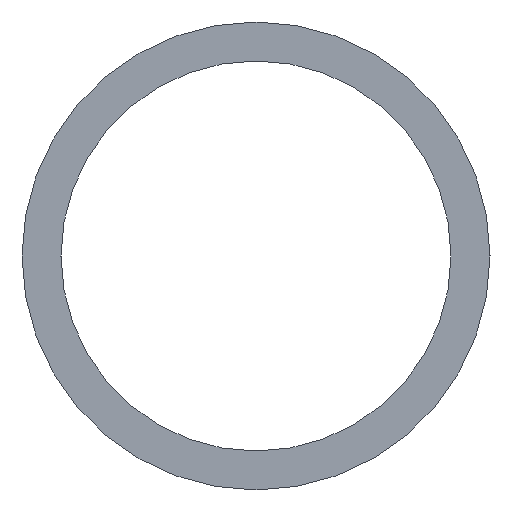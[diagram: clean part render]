
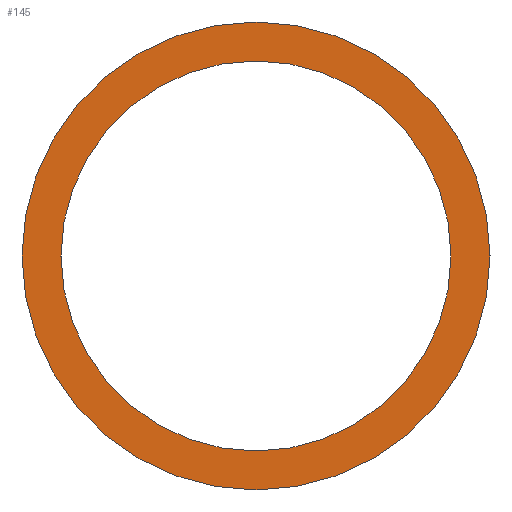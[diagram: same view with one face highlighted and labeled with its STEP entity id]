
A CAD part, left-side view. The second image highlights one B-rep face of the part: STEP entity #145.
In plain terms, the highlighted planar face has unit normal (-1, 0, 0).
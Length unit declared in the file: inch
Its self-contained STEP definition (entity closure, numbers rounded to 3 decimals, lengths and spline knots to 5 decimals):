
#5 = ORIENTED_EDGE ( 'NONE', *, *, #188, .T. ) ;
#8 = AXIS2_PLACEMENT_3D ( 'NONE', #127, #126, #73 ) ;
#10 = CARTESIAN_POINT ( 'NONE',  ( -18., 0., -0.375 ) ) ;
#13 = PLANE ( 'NONE',  #91 ) ;
#23 = DIRECTION ( 'NONE',  ( 0., 0., -1. ) ) ;
#28 = FACE_BOUND ( 'NONE', #113, .T. ) ;
#29 = DIRECTION ( 'NONE',  ( 1., 0., 0. ) ) ;
#32 = CARTESIAN_POINT ( 'NONE',  ( -18., 0., -0.3125 ) ) ;
#50 = DIRECTION ( 'NONE',  ( 0., 0., -1. ) ) ;
#52 = CARTESIAN_POINT ( 'NONE',  ( -18., 0., 0.375 ) ) ;
#53 = AXIS2_PLACEMENT_3D ( 'NONE', #206, #69, #50 ) ;
#56 = EDGE_CURVE ( 'NONE', #102, #178, #184, .T. ) ;
#63 = VERTEX_POINT ( 'NONE', #177 ) ;
#69 = DIRECTION ( 'NONE',  ( 1., 0., 0. ) ) ;
#73 = DIRECTION ( 'NONE',  ( 0., 0., -1. ) ) ;
#77 = ORIENTED_EDGE ( 'NONE', *, *, #56, .F. ) ;
#86 = AXIS2_PLACEMENT_3D ( 'NONE', #181, #239, #23 ) ;
#89 = DIRECTION ( 'NONE',  ( 0., 0., -1. ) ) ;
#91 = AXIS2_PLACEMENT_3D ( 'NONE', #152, #29, #89 ) ;
#94 = DIRECTION ( 'NONE',  ( 1., 0., 0. ) ) ;
#102 = VERTEX_POINT ( 'NONE', #10 ) ;
#107 = DIRECTION ( 'NONE',  ( 0., 0., -1. ) ) ;
#113 = EDGE_LOOP ( 'NONE', ( #213, #5 ) ) ;
#124 = EDGE_CURVE ( 'NONE', #63, #217, #235, .T. ) ;
#126 = DIRECTION ( 'NONE',  ( 1., 0., 0. ) ) ;
#127 = CARTESIAN_POINT ( 'NONE',  ( -18., 0., 0. ) ) ;
#132 = AXIS2_PLACEMENT_3D ( 'NONE', #171, #94, #107 ) ;
#145 = ADVANCED_FACE ( 'NONE', ( #244, #28 ), #13, .F. ) ;
#152 = CARTESIAN_POINT ( 'NONE',  ( -18., 0., 0. ) ) ;
#164 = CIRCLE ( 'NONE', #53, 0.3125 ) ;
#171 = CARTESIAN_POINT ( 'NONE',  ( -18., 0., 0. ) ) ;
#177 = CARTESIAN_POINT ( 'NONE',  ( -18., 0., 0.3125 ) ) ;
#178 = VERTEX_POINT ( 'NONE', #52 ) ;
#181 = CARTESIAN_POINT ( 'NONE',  ( -18., 0., 0. ) ) ;
#184 = CIRCLE ( 'NONE', #86, 0.375 ) ;
#188 = EDGE_CURVE ( 'NONE', #217, #63, #164, .T. ) ;
#193 = ORIENTED_EDGE ( 'NONE', *, *, #215, .F. ) ;
#206 = CARTESIAN_POINT ( 'NONE',  ( -18., 0., 0. ) ) ;
#213 = ORIENTED_EDGE ( 'NONE', *, *, #124, .T. ) ;
#215 = EDGE_CURVE ( 'NONE', #178, #102, #231, .T. ) ;
#217 = VERTEX_POINT ( 'NONE', #32 ) ;
#231 = CIRCLE ( 'NONE', #8, 0.375 ) ;
#235 = CIRCLE ( 'NONE', #132, 0.3125 ) ;
#239 = DIRECTION ( 'NONE',  ( 1., 0., 0. ) ) ;
#244 = FACE_OUTER_BOUND ( 'NONE', #248, .T. ) ;
#248 = EDGE_LOOP ( 'NONE', ( #193, #77 ) ) ;
